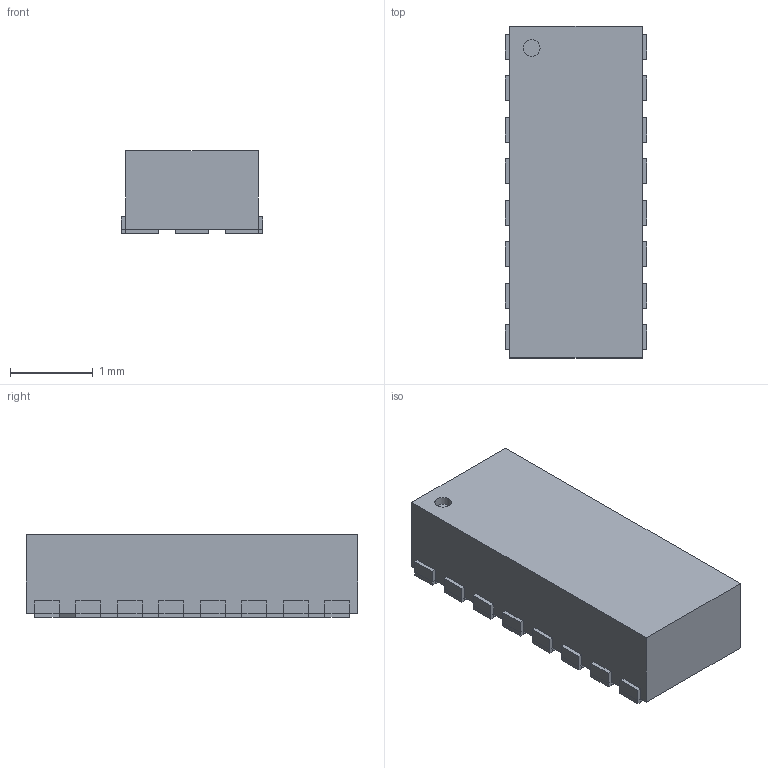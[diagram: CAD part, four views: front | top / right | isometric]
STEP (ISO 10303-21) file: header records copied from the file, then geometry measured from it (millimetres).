
FILE_DESCRIPTION(('Open CASCADE Model'),'2;1');
FILE_NAME('Open CASCADE Shape Model','2018-03-28T21:53:10',('Author'),( 'Open CASCADE'),'Open CASCADE STEP processor 6.8','Open CASCADE 6.8' ,'Unknown');
FILE_SCHEMA(('AUTOMOTIVE_DESIGN { 1 0 10303 214 1 1 1 1 }'));
Length unit declared in the file: millimetre
Products named in the file (9): PCB; Designator1; 912427280; Open_CASCADE_STEP_translator_6.8_22.1; Body; Open_CASCADE_STEP_translator_6.8_22.2.1; Thermal_Shape; Pin_Shape; Open_CASCADE_STEP_translator_6.8_22.4.1
Assembly tree (22 placements, depth 4):
  PCB
  Designator1
    912427280
      Open_CASCADE_STEP_translator_6.8_22.1
      Body
        Open_CASCADE_STEP_translator_6.8_22.2.1
      Thermal_Shape
      Pin_Shape  x16
        Open_CASCADE_STEP_translator_6.8_22.4.1
Bounding box: 1.7 x 4 x 1 mm (x, y, z)
Volume: 6.3 mm3; surface area: 33.5 mm2
Topology: 18 solids, 19 shells, 240 faces, 479 edges, 277 vertices
Faces by surface type: plane 239, cylinder 1
Full cylindrical faces by diameter (mm): 0.2 x1
Entity records: 1818 total; most frequent: DIRECTION 284, CARTESIAN_POINT 272, LINE 170, VECTOR 170, ORIENTED_EDGE 117, PCURVE 117, DEFINITIONAL_REPRESENTATION 117, EDGE_CURVE 59
